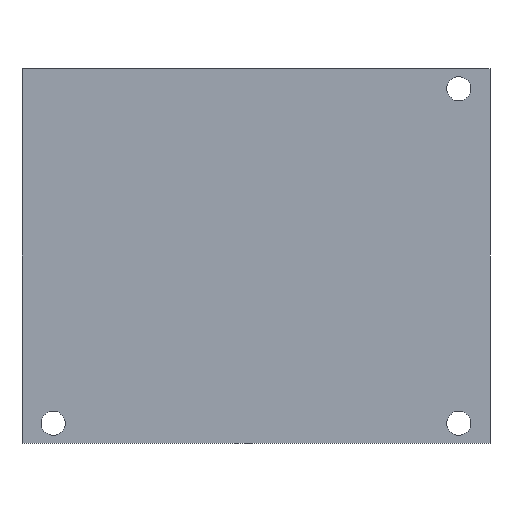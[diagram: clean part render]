
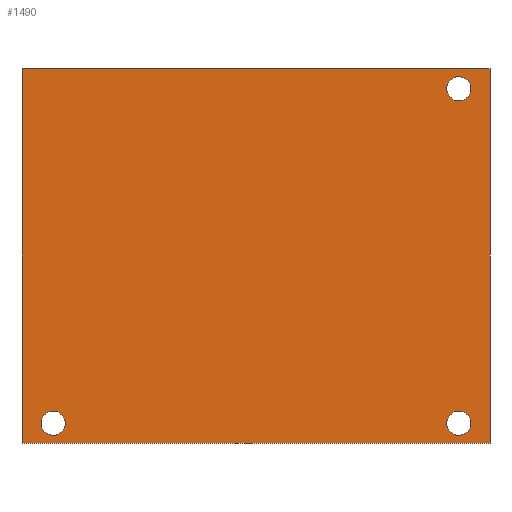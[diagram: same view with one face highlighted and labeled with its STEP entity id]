
A CAD part, front view. The second image highlights one B-rep face of the part: STEP entity #1490.
In plain terms, the highlighted planar face has unit normal (0, -1, 0).
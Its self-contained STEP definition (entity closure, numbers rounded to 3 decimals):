
#36=FACE_BOUND('',#271,.T.);
#37=FACE_BOUND('',#272,.T.);
#38=FACE_BOUND('',#273,.T.);
#95=PLANE('',#1610);
#172=FACE_OUTER_BOUND('',#270,.T.);
#270=EDGE_LOOP('',(#1387,#1388,#1389,#1390));
#271=EDGE_LOOP('',(#1391));
#272=EDGE_LOOP('',(#1392));
#273=EDGE_LOOP('',(#1393));
#430=LINE('',#2418,#594);
#433=LINE('',#2423,#597);
#435=LINE('',#2427,#599);
#437=LINE('',#2430,#601);
#594=VECTOR('',#1997,10.);
#597=VECTOR('',#2002,10.);
#599=VECTOR('',#2006,10.);
#601=VECTOR('',#2010,10.);
#640=CIRCLE('',#1601,1.55);
#641=CIRCLE('',#1603,1.55);
#642=CIRCLE('',#1605,1.55);
#772=VERTEX_POINT('',#2404);
#773=VERTEX_POINT('',#2408);
#774=VERTEX_POINT('',#2412);
#775=VERTEX_POINT('',#2416);
#776=VERTEX_POINT('',#2417);
#777=VERTEX_POINT('',#2422);
#778=VERTEX_POINT('',#2426);
#971=EDGE_CURVE('',#772,#772,#640,.T.);
#973=EDGE_CURVE('',#773,#773,#641,.T.);
#975=EDGE_CURVE('',#774,#774,#642,.T.);
#976=EDGE_CURVE('',#775,#776,#430,.T.);
#979=EDGE_CURVE('',#776,#777,#433,.T.);
#981=EDGE_CURVE('',#777,#778,#435,.T.);
#983=EDGE_CURVE('',#778,#775,#437,.T.);
#1387=ORIENTED_EDGE('',*,*,#983,.T.);
#1388=ORIENTED_EDGE('',*,*,#976,.T.);
#1389=ORIENTED_EDGE('',*,*,#979,.T.);
#1390=ORIENTED_EDGE('',*,*,#981,.T.);
#1391=ORIENTED_EDGE('',*,*,#975,.F.);
#1392=ORIENTED_EDGE('',*,*,#973,.F.);
#1393=ORIENTED_EDGE('',*,*,#971,.F.);
#1490=ADVANCED_FACE('',(#172,#36,#37,#38),#95,.F.);
#1601=AXIS2_PLACEMENT_3D('',#2406,#1983,#1984);
#1603=AXIS2_PLACEMENT_3D('',#2410,#1988,#1989);
#1605=AXIS2_PLACEMENT_3D('',#2414,#1993,#1994);
#1610=AXIS2_PLACEMENT_3D('',#2431,#2011,#2012);
#1983=DIRECTION('center_axis',(0.,-1.,0.));
#1984=DIRECTION('ref_axis',(1.,0.,0.));
#1988=DIRECTION('center_axis',(0.,-1.,0.));
#1989=DIRECTION('ref_axis',(1.,0.,0.));
#1993=DIRECTION('center_axis',(0.,-1.,0.));
#1994=DIRECTION('ref_axis',(1.,0.,0.));
#1997=DIRECTION('',(0.,0.,1.));
#2002=DIRECTION('',(-1.,0.,0.));
#2006=DIRECTION('',(0.,0.,-1.));
#2010=DIRECTION('',(1.,0.,0.));
#2011=DIRECTION('center_axis',(0.,1.,0.));
#2012=DIRECTION('ref_axis',(1.,0.,0.));
#2404=CARTESIAN_POINT('',(24.45,0.,21.45));
#2406=CARTESIAN_POINT('Origin',(26.,0.,21.45));
#2408=CARTESIAN_POINT('',(24.45,0.,-21.45));
#2410=CARTESIAN_POINT('Origin',(26.,0.,-21.45));
#2412=CARTESIAN_POINT('',(-27.55,0.,-21.45));
#2414=CARTESIAN_POINT('Origin',(-26.,0.,-21.45));
#2416=CARTESIAN_POINT('',(30.,0.,-24.));
#2417=CARTESIAN_POINT('',(30.,0.,24.));
#2418=CARTESIAN_POINT('',(30.,0.,-24.));
#2422=CARTESIAN_POINT('',(-30.,0.,24.));
#2423=CARTESIAN_POINT('',(30.,0.,24.));
#2426=CARTESIAN_POINT('',(-30.,0.,-24.));
#2427=CARTESIAN_POINT('',(-30.,0.,24.));
#2430=CARTESIAN_POINT('',(-30.,0.,-24.));
#2431=CARTESIAN_POINT('Origin',(0.,0.,0.));
